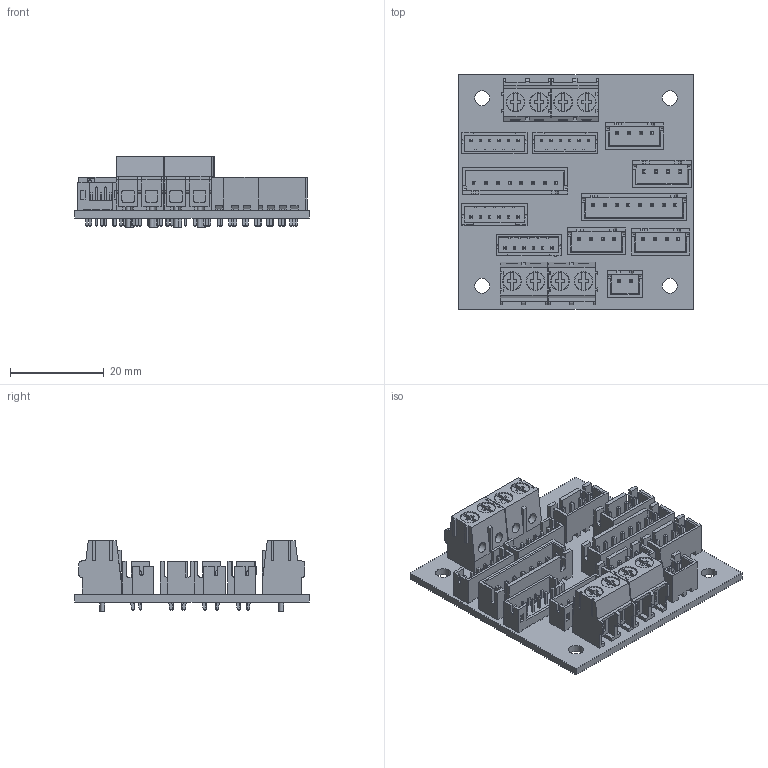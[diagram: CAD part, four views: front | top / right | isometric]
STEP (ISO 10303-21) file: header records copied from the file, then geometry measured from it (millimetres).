
FILE_DESCRIPTION(('KiCad electronic assembly'),'2;1');
FILE_NAME('mirte-master-bottom.step','2024-01-29T09:26:22',('Pcbnew'),( 'Kicad'),'Open CASCADE STEP processor 7.7','KiCad to STEP converter' ,'Unknown');
FILE_SCHEMA(('AUTOMOTIVE_DESIGN { 1 0 10303 214 1 1 1 1 }'));
Length unit declared in the file: millimetre
Products named in the file (12): mirte-master-bottom 1; JST_XH_B4B-XH-A_1x04_P2.50mm_Vertical; SOLID; JST_XH_B8B-XH-A_1x08_P2.50mm_Vertical; JST_PH_B6B-PH-K_1x06_P2.00mm_Vertical; TerminalBlock_Phoenix_PT-1,5-2-5.0-H_1x02_P5.00mm_Horizontal; JST_XH_B2B-XH-A_1x02_P2.50mm_Vertical; _autosave-mirte-master-bottom PCB
Assembly tree (21 placements, depth 3):
  mirte-master-bottom 1
    JST_XH_B4B-XH-A_1x04_P2.50mm_Vertical  x4
      SOLID
    JST_XH_B8B-XH-A_1x08_P2.50mm_Vertical  x2
      SOLID
    JST_PH_B6B-PH-K_1x06_P2.00mm_Vertical  x4
      SOLID
    TerminalBlock_Phoenix_PT-1,5-2-5.0-H_1x02_P5.00mm_Horizontal  x4
      SOLID
    JST_XH_B2B-XH-A_1x02_P2.50mm_Vertical
      SOLID
    _autosave-mirte-master-bottom PCB
Bounding box: 50 x 50 x 15 mm (x, y, z)
Volume: 9235.1 mm3; surface area: 16892.8 mm2
Topology: 16 solids, 16 shells, 2527 faces, 6639 edges, 4288 vertices
Faces by surface type: plane 2317, cylinder 210
Full cylindrical faces by diameter (mm): 0.75 x24, 0.95 x32, 1 x10, 1.3 x8, 2.2 x8, 3.2 x4, 3.8 x8, 4 x8
Entity records: 63147 total; most frequent: CARTESIAN_POINT 10377, DIRECTION 8754, LINE 6445, VECTOR 6445, ORIENTED_EDGE 4610, PCURVE 4610, DEFINITIONAL_REPRESENTATION 4610, EDGE_CURVE 2305
